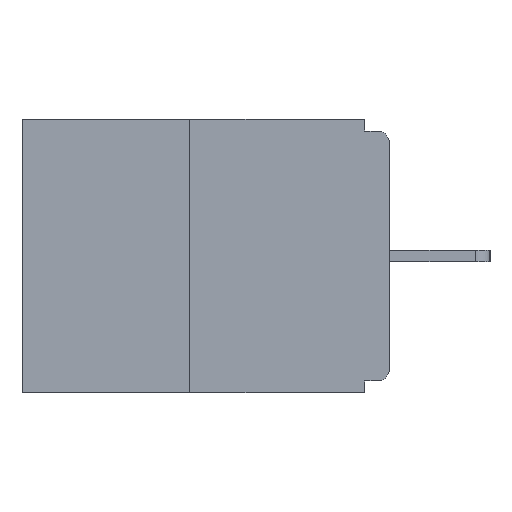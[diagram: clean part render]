
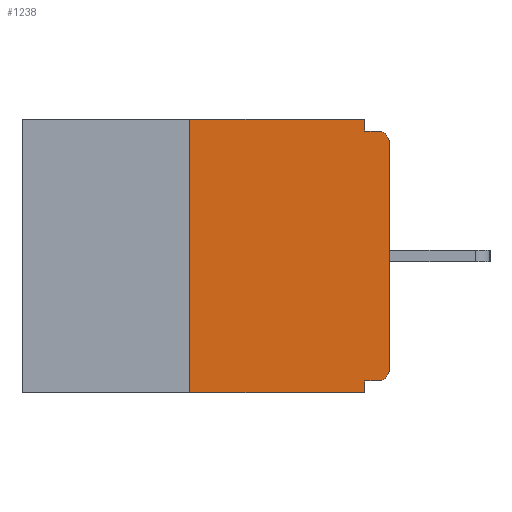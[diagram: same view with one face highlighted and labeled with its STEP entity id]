
A CAD part, left-side view. The second image highlights one B-rep face of the part: STEP entity #1238.
In plain terms, the highlighted planar face has unit normal (-1, 0, 0).
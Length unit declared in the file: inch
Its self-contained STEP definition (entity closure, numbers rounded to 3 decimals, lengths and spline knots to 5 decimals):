
#62 = ORIENTED_EDGE ( 'NONE', *, *, #499, .T. ) ;
#73 = CARTESIAN_POINT ( 'NONE',  ( 0., 0.015, -0.313 ) ) ;
#205 = ORIENTED_EDGE ( 'NONE', *, *, #7644, .T. ) ;
#426 = VERTEX_POINT ( 'NONE', #12168 ) ;
#499 = EDGE_CURVE ( 'NONE', #836, #10713, #8889, .T. ) ;
#790 = VERTEX_POINT ( 'NONE', #9087 ) ;
#821 = EDGE_CURVE ( 'NONE', #9032, #426, #5217, .T. ) ;
#836 = VERTEX_POINT ( 'NONE', #9024 ) ;
#945 = DIRECTION ( 'NONE',  ( 0., -1., 0. ) ) ;
#1042 = DIRECTION ( 'NONE',  ( 1., 0., 0. ) ) ;
#1216 = CARTESIAN_POINT ( 'NONE',  ( 0., 0.015, -0.328 ) ) ;
#1238 = ADVANCED_FACE ( 'NONE', ( #11157 ), #1994, .F. ) ;
#1239 = EDGE_CURVE ( 'NONE', #790, #836, #7409, .T. ) ;
#1379 = CARTESIAN_POINT ( 'NONE',  ( 0., 0.031, 0. ) ) ;
#1689 = EDGE_CURVE ( 'NONE', #7376, #3332, #4777, .T. ) ;
#1860 = DIRECTION ( 'NONE',  ( 0., 0., -1. ) ) ;
#1994 = PLANE ( 'NONE',  #7948 ) ;
#2077 = CARTESIAN_POINT ( 'NONE',  ( 0., 0.25, -0.343 ) ) ;
#2238 = CARTESIAN_POINT ( 'NONE',  ( 0., 0.031, -0.343 ) ) ;
#2381 = ORIENTED_EDGE ( 'NONE', *, *, #11292, .F. ) ;
#2404 = ORIENTED_EDGE ( 'NONE', *, *, #1689, .F. ) ;
#2562 = EDGE_CURVE ( 'NONE', #426, #10713, #6733, .T. ) ;
#2917 = CARTESIAN_POINT ( 'NONE',  ( 0., 0.46, -0.343 ) ) ;
#2988 = DIRECTION ( 'NONE',  ( 0., 0., 1. ) ) ;
#3001 = VECTOR ( 'NONE', #11214, 39.37008 ) ;
#3295 = ORIENTED_EDGE ( 'NONE', *, *, #4196, .F. ) ;
#3332 = VERTEX_POINT ( 'NONE', #7321 ) ;
#3651 = VECTOR ( 'NONE', #6853, 39.37008 ) ;
#3653 = VECTOR ( 'NONE', #945, 39.37008 ) ;
#3929 = LINE ( 'NONE', #8657, #7805 ) ;
#4196 = EDGE_CURVE ( 'NONE', #4411, #5969, #7397, .T. ) ;
#4283 = DIRECTION ( 'NONE',  ( 0., 0., -1. ) ) ;
#4411 = VERTEX_POINT ( 'NONE', #1216 ) ;
#4434 = ORIENTED_EDGE ( 'NONE', *, *, #1239, .T. ) ;
#4461 = LINE ( 'NONE', #8451, #3653 ) ;
#4499 = AXIS2_PLACEMENT_3D ( 'NONE', #9280, #4602, #10632 ) ;
#4555 = DIRECTION ( 'NONE',  ( 0., 1., 0. ) ) ;
#4602 = DIRECTION ( 'NONE',  ( -1., 0., 0. ) ) ;
#4769 = DIRECTION ( 'NONE',  ( 0., 0., -1. ) ) ;
#4777 = LINE ( 'NONE', #11609, #11923 ) ;
#4897 = LINE ( 'NONE', #2917, #8420 ) ;
#5125 = CIRCLE ( 'NONE', #12251, 0.015 ) ;
#5136 = VERTEX_POINT ( 'NONE', #2238 ) ;
#5217 = LINE ( 'NONE', #5346, #7580 ) ;
#5346 = CARTESIAN_POINT ( 'NONE',  ( 0., 0.031, 0. ) ) ;
#5589 = CARTESIAN_POINT ( 'NONE',  ( 0., 0.031, -0.328 ) ) ;
#5743 = CARTESIAN_POINT ( 'NONE',  ( 0., 0.46, 0. ) ) ;
#5861 = ORIENTED_EDGE ( 'NONE', *, *, #821, .F. ) ;
#5969 = VERTEX_POINT ( 'NONE', #5589 ) ;
#6121 = ORIENTED_EDGE ( 'NONE', *, *, #11387, .T. ) ;
#6669 = EDGE_LOOP ( 'NONE', ( #2381, #2404, #6121, #8998, #3295, #205, #4434, #62, #11108, #5861 ) ) ;
#6733 = LINE ( 'NONE', #7589, #3651 ) ;
#6853 = DIRECTION ( 'NONE',  ( 0., -1., 0. ) ) ;
#7321 = CARTESIAN_POINT ( 'NONE',  ( 0., 0.25, 0. ) ) ;
#7376 = VERTEX_POINT ( 'NONE', #2077 ) ;
#7397 = LINE ( 'NONE', #11085, #8470 ) ;
#7409 = LINE ( 'NONE', #8307, #3001 ) ;
#7500 = DIRECTION ( 'NONE',  ( -1., 0., 0. ) ) ;
#7580 = VECTOR ( 'NONE', #4283, 39.37008 ) ;
#7589 = CARTESIAN_POINT ( 'NONE',  ( 0., 0., -0.015 ) ) ;
#7644 = EDGE_CURVE ( 'NONE', #4411, #790, #5125, .T. ) ;
#7805 = VECTOR ( 'NONE', #11555, 39.37008 ) ;
#7948 = AXIS2_PLACEMENT_3D ( 'NONE', #5743, #1042, #1860 ) ;
#8307 = CARTESIAN_POINT ( 'NONE',  ( 0., 0., 0. ) ) ;
#8420 = VECTOR ( 'NONE', #11541, 39.37008 ) ;
#8451 = CARTESIAN_POINT ( 'NONE',  ( 0., 0.46, 0. ) ) ;
#8470 = VECTOR ( 'NONE', #4555, 39.37008 ) ;
#8657 = CARTESIAN_POINT ( 'NONE',  ( 0., 0.031, -0.343 ) ) ;
#8875 = CARTESIAN_POINT ( 'NONE',  ( 0., 0.015, -0.015 ) ) ;
#8889 = CIRCLE ( 'NONE', #4499, 0.015 ) ;
#8998 = ORIENTED_EDGE ( 'NONE', *, *, #10952, .F. ) ;
#9024 = CARTESIAN_POINT ( 'NONE',  ( 0., 0., -0.03 ) ) ;
#9032 = VERTEX_POINT ( 'NONE', #1379 ) ;
#9087 = CARTESIAN_POINT ( 'NONE',  ( 0., 0., -0.313 ) ) ;
#9280 = CARTESIAN_POINT ( 'NONE',  ( 0., 0.015, -0.03 ) ) ;
#10632 = DIRECTION ( 'NONE',  ( 0., 0., -1. ) ) ;
#10713 = VERTEX_POINT ( 'NONE', #8875 ) ;
#10952 = EDGE_CURVE ( 'NONE', #5969, #5136, #3929, .T. ) ;
#11085 = CARTESIAN_POINT ( 'NONE',  ( 0., 0., -0.328 ) ) ;
#11108 = ORIENTED_EDGE ( 'NONE', *, *, #2562, .F. ) ;
#11157 = FACE_OUTER_BOUND ( 'NONE', #6669, .T. ) ;
#11214 = DIRECTION ( 'NONE',  ( 0., 0., 1. ) ) ;
#11292 = EDGE_CURVE ( 'NONE', #3332, #9032, #4461, .T. ) ;
#11387 = EDGE_CURVE ( 'NONE', #7376, #5136, #4897, .T. ) ;
#11541 = DIRECTION ( 'NONE',  ( 0., -1., 0. ) ) ;
#11555 = DIRECTION ( 'NONE',  ( 0., 0., -1. ) ) ;
#11609 = CARTESIAN_POINT ( 'NONE',  ( 0., 0.25, 0. ) ) ;
#11923 = VECTOR ( 'NONE', #2988, 39.37008 ) ;
#12168 = CARTESIAN_POINT ( 'NONE',  ( 0., 0.031, -0.015 ) ) ;
#12251 = AXIS2_PLACEMENT_3D ( 'NONE', #73, #7500, #4769 ) ;
